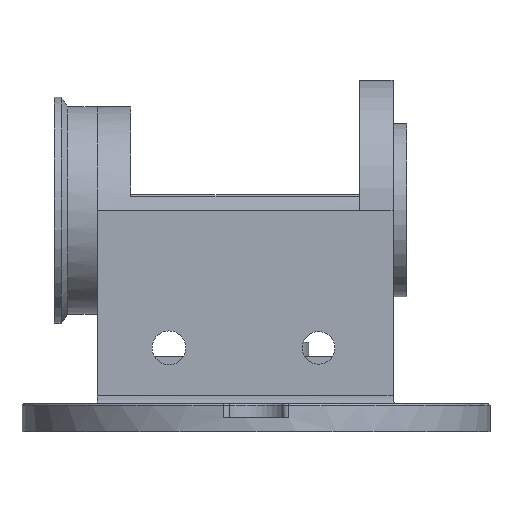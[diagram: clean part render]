
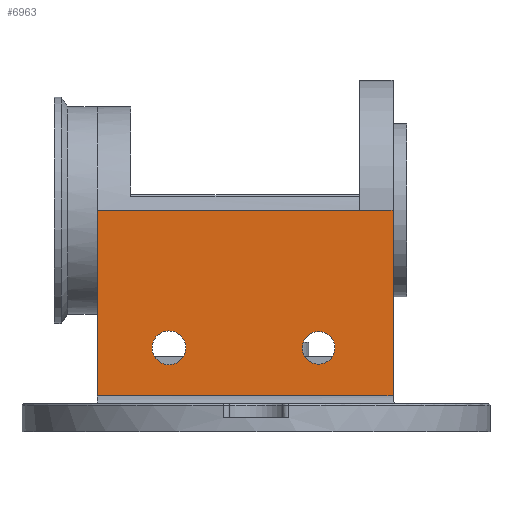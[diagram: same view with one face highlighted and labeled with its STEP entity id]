
A CAD part, front view. The second image highlights one B-rep face of the part: STEP entity #6963.
In plain terms, the highlighted planar face has unit normal (0, -1, 0).
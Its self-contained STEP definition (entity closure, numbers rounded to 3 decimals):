
#43 = VECTOR ( 'NONE', #1752, 1000. ) ;
#170 = ORIENTED_EDGE ( 'NONE', *, *, #7839, .F. ) ;
#245 = DIRECTION ( 'NONE',  ( 0., 0., -1. ) ) ;
#246 = DIRECTION ( 'NONE',  ( 1., 0., 0. ) ) ;
#265 = EDGE_LOOP ( 'NONE', ( #5532, #10172 ) ) ;
#332 = LINE ( 'NONE', #3215, #43 ) ;
#508 = AXIS2_PLACEMENT_3D ( 'NONE', #4416, #1640, #8711 ) ;
#532 = AXIS2_PLACEMENT_3D ( 'NONE', #8088, #921, #7347 ) ;
#670 = VERTEX_POINT ( 'NONE', #1261 ) ;
#757 = CARTESIAN_POINT ( 'NONE',  ( 82.799, -11.938, -12.59 ) ) ;
#921 = DIRECTION ( 'NONE',  ( 0., -1., 0. ) ) ;
#927 = DIRECTION ( 'NONE',  ( 0., 1., 0. ) ) ;
#1261 = CARTESIAN_POINT ( 'NONE',  ( 82.799, -11.938, -17.05 ) ) ;
#1539 = CARTESIAN_POINT ( 'NONE',  ( 82.799, -11.938, 0. ) ) ;
#1640 = DIRECTION ( 'NONE',  ( 0., 1., 0. ) ) ;
#1698 = FACE_BOUND ( 'NONE', #265, .T. ) ;
#1742 = VERTEX_POINT ( 'NONE', #757 ) ;
#1752 = DIRECTION ( 'NONE',  ( 0., 0., -1. ) ) ;
#1756 = CARTESIAN_POINT ( 'NONE',  ( 75.959, -11.938, -12.63 ) ) ;
#1810 = VECTOR ( 'NONE', #7717, 1000. ) ;
#2044 = EDGE_CURVE ( 'NONE', #7532, #6103, #3052, .T. ) ;
#2149 = CARTESIAN_POINT ( 'NONE',  ( 55.621, -11.938, 0. ) ) ;
#2256 = CARTESIAN_POINT ( 'NONE',  ( 62.209, -11.938, -12.63 ) ) ;
#2271 = CARTESIAN_POINT ( 'NONE',  ( 79.726, -11.938, 0. ) ) ;
#2497 = VECTOR ( 'NONE', #246, 1000. ) ;
#2590 = EDGE_LOOP ( 'NONE', ( #5155, #5236, #9934, #170, #6995, #5634, #4561 ) ) ;
#2701 = DIRECTION ( 'NONE',  ( 0., 0., -1. ) ) ;
#2951 = CARTESIAN_POINT ( 'NONE',  ( 75.959, -11.938, -14.13 ) ) ;
#3052 = CIRCLE ( 'NONE', #3412, 1.554 ) ;
#3062 = CARTESIAN_POINT ( 'NONE',  ( 62.209, -11.938, -14.184 ) ) ;
#3135 = VERTEX_POINT ( 'NONE', #1539 ) ;
#3166 = CIRCLE ( 'NONE', #7688, 1.5 ) ;
#3215 = CARTESIAN_POINT ( 'NONE',  ( 82.799, -11.938, -32.639 ) ) ;
#3318 = CARTESIAN_POINT ( 'NONE',  ( 127.516, -11.938, -17.05 ) ) ;
#3412 = AXIS2_PLACEMENT_3D ( 'NONE', #2256, #10272, #7288 ) ;
#3461 = VERTEX_POINT ( 'NONE', #2149 ) ;
#3469 = AXIS2_PLACEMENT_3D ( 'NONE', #1756, #927, #245 ) ;
#3589 = EDGE_LOOP ( 'NONE', ( #10004, #10045 ) ) ;
#3989 = FACE_BOUND ( 'NONE', #3589, .T. ) ;
#4116 = CARTESIAN_POINT ( 'NONE',  ( 82.799, -11.938, -12.59 ) ) ;
#4148 = PLANE ( 'NONE',  #532 ) ;
#4191 = CARTESIAN_POINT ( 'NONE',  ( 55.621, -11.938, -17.05 ) ) ;
#4308 = CARTESIAN_POINT ( 'NONE',  ( 55.621, -11.938, -32.639 ) ) ;
#4328 = EDGE_CURVE ( 'NONE', #7551, #3135, #5215, .T. ) ;
#4416 = CARTESIAN_POINT ( 'NONE',  ( 62.209, -11.938, -12.63 ) ) ;
#4464 = EDGE_CURVE ( 'NONE', #6103, #7532, #5018, .T. ) ;
#4561 = ORIENTED_EDGE ( 'NONE', *, *, #8831, .F. ) ;
#4564 = CARTESIAN_POINT ( 'NONE',  ( 75.959, -11.938, -12.63 ) ) ;
#4868 = DIRECTION ( 'NONE',  ( 0., 0., -1. ) ) ;
#4889 = FACE_OUTER_BOUND ( 'NONE', #2590, .T. ) ;
#5018 = CIRCLE ( 'NONE', #508, 1.554 ) ;
#5108 = LINE ( 'NONE', #4308, #1810 ) ;
#5122 = LINE ( 'NONE', #4116, #6311 ) ;
#5155 = ORIENTED_EDGE ( 'NONE', *, *, #9573, .F. ) ;
#5215 = LINE ( 'NONE', #8409, #2497 ) ;
#5235 = VERTEX_POINT ( 'NONE', #7049 ) ;
#5236 = ORIENTED_EDGE ( 'NONE', *, *, #7653, .F. ) ;
#5447 = CARTESIAN_POINT ( 'NONE',  ( 62.209, -11.938, -11.076 ) ) ;
#5532 = ORIENTED_EDGE ( 'NONE', *, *, #2044, .T. ) ;
#5634 = ORIENTED_EDGE ( 'NONE', *, *, #7985, .T. ) ;
#5666 = EDGE_CURVE ( 'NONE', #5235, #7595, #3166, .T. ) ;
#6103 = VERTEX_POINT ( 'NONE', #5447 ) ;
#6311 = VECTOR ( 'NONE', #2701, 1000. ) ;
#6389 = CARTESIAN_POINT ( 'NONE',  ( 55.621, -11.938, -12.59 ) ) ;
#6572 = LINE ( 'NONE', #3318, #7121 ) ;
#6615 = VECTOR ( 'NONE', #8486, 1000. ) ;
#6963 = ADVANCED_FACE ( 'NONE', ( #3989, #1698, #4889 ), #4148, .T. ) ;
#6995 = ORIENTED_EDGE ( 'NONE', *, *, #10108, .F. ) ;
#7049 = CARTESIAN_POINT ( 'NONE',  ( 75.959, -11.938, -11.13 ) ) ;
#7115 = LINE ( 'NONE', #6389, #9623 ) ;
#7121 = VECTOR ( 'NONE', #7301, 1000. ) ;
#7288 = DIRECTION ( 'NONE',  ( 0., 0., -1. ) ) ;
#7301 = DIRECTION ( 'NONE',  ( -1., 0., 0. ) ) ;
#7347 = DIRECTION ( 'NONE',  ( -1., 0., 0. ) ) ;
#7422 = VERTEX_POINT ( 'NONE', #4191 ) ;
#7532 = VERTEX_POINT ( 'NONE', #3062 ) ;
#7551 = VERTEX_POINT ( 'NONE', #2271 ) ;
#7595 = VERTEX_POINT ( 'NONE', #2951 ) ;
#7653 = EDGE_CURVE ( 'NONE', #3135, #1742, #332, .T. ) ;
#7688 = AXIS2_PLACEMENT_3D ( 'NONE', #4564, #8510, #7873 ) ;
#7717 = DIRECTION ( 'NONE',  ( 0., 0., 1. ) ) ;
#7839 = EDGE_CURVE ( 'NONE', #3461, #7551, #10114, .T. ) ;
#7873 = DIRECTION ( 'NONE',  ( 0., 0., -1. ) ) ;
#7984 = CIRCLE ( 'NONE', #3469, 1.5 ) ;
#7985 = EDGE_CURVE ( 'NONE', #9867, #7422, #7115, .T. ) ;
#8088 = CARTESIAN_POINT ( 'NONE',  ( 127.516, -11.938, -66.584 ) ) ;
#8409 = CARTESIAN_POINT ( 'NONE',  ( 90.864, -11.938, 0. ) ) ;
#8486 = DIRECTION ( 'NONE',  ( 1., 0., 0. ) ) ;
#8510 = DIRECTION ( 'NONE',  ( 0., 1., 0. ) ) ;
#8663 = CARTESIAN_POINT ( 'NONE',  ( 55.621, -11.938, -12.59 ) ) ;
#8711 = DIRECTION ( 'NONE',  ( 0., 0., -1. ) ) ;
#8831 = EDGE_CURVE ( 'NONE', #670, #7422, #6572, .T. ) ;
#9573 = EDGE_CURVE ( 'NONE', #1742, #670, #5122, .T. ) ;
#9623 = VECTOR ( 'NONE', #4868, 1000. ) ;
#9867 = VERTEX_POINT ( 'NONE', #8663 ) ;
#9934 = ORIENTED_EDGE ( 'NONE', *, *, #4328, .F. ) ;
#9955 = CARTESIAN_POINT ( 'NONE',  ( 90.864, -11.938, 0. ) ) ;
#10004 = ORIENTED_EDGE ( 'NONE', *, *, #10082, .T. ) ;
#10045 = ORIENTED_EDGE ( 'NONE', *, *, #5666, .T. ) ;
#10082 = EDGE_CURVE ( 'NONE', #7595, #5235, #7984, .T. ) ;
#10108 = EDGE_CURVE ( 'NONE', #9867, #3461, #5108, .T. ) ;
#10114 = LINE ( 'NONE', #9955, #6615 ) ;
#10172 = ORIENTED_EDGE ( 'NONE', *, *, #4464, .T. ) ;
#10272 = DIRECTION ( 'NONE',  ( 0., 1., 0. ) ) ;
